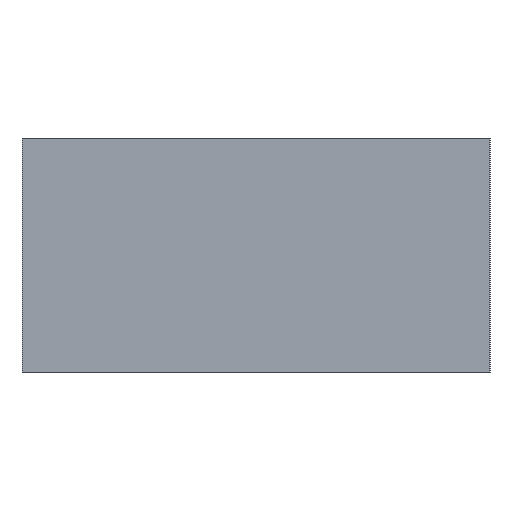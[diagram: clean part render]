
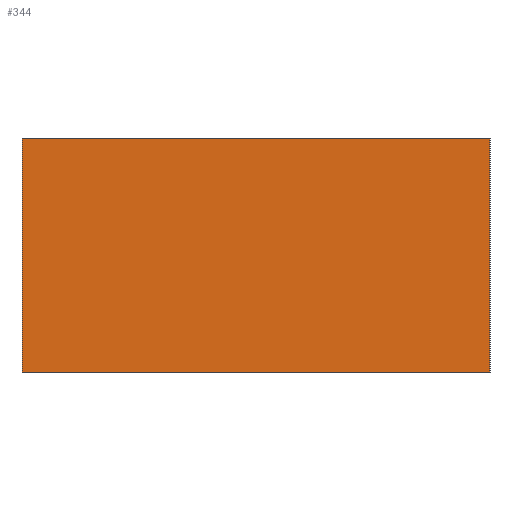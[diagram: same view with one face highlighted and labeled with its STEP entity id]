
A CAD part, left-side view. The second image highlights one B-rep face of the part: STEP entity #344.
In plain terms, the highlighted planar face has unit normal (-1, 0, 0).
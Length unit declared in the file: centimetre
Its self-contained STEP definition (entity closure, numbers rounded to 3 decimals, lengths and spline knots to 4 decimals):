
#28=PLANE('',#391);
#53=FACE_OUTER_BOUND('',#75,.T.);
#75=EDGE_LOOP('',(#316,#317,#318,#319));
#80=LINE('',#509,#112);
#103=LINE('',#577,#135);
#108=LINE('',#586,#140);
#109=LINE('',#588,#141);
#112=VECTOR('',#411,1.);
#135=VECTOR('',#478,1.);
#140=VECTOR('',#487,1.);
#141=VECTOR('',#490,1.);
#160=VERTEX_POINT('',#507);
#161=VERTEX_POINT('',#508);
#184=VERTEX_POINT('',#575);
#186=VERTEX_POINT('',#584);
#193=EDGE_CURVE('',#160,#161,#80,.T.);
#226=EDGE_CURVE('',#184,#160,#103,.T.);
#231=EDGE_CURVE('',#186,#161,#108,.T.);
#232=EDGE_CURVE('',#184,#186,#109,.T.);
#316=ORIENTED_EDGE('',*,*,#232,.T.);
#317=ORIENTED_EDGE('',*,*,#231,.T.);
#318=ORIENTED_EDGE('',*,*,#193,.F.);
#319=ORIENTED_EDGE('',*,*,#226,.F.);
#344=ADVANCED_FACE('',(#53),#28,.T.);
#391=AXIS2_PLACEMENT_3D('',#587,#488,#489);
#411=DIRECTION('',(0.,-1.,0.));
#478=DIRECTION('',(0.,0.,1.));
#487=DIRECTION('',(0.,0.,1.));
#488=DIRECTION('center_axis',(-1.,0.,0.));
#489=DIRECTION('ref_axis',(0.,-1.,0.));
#490=DIRECTION('',(0.,-1.,0.));
#507=CARTESIAN_POINT('',(0.,5.08,2.54));
#508=CARTESIAN_POINT('',(0.,0.,2.54));
#509=CARTESIAN_POINT('',(0.,5.08,2.54));
#575=CARTESIAN_POINT('',(0.,5.08,0.));
#577=CARTESIAN_POINT('',(0.,5.08,0.));
#584=CARTESIAN_POINT('',(0.,0.,0.));
#586=CARTESIAN_POINT('',(0.,0.,0.));
#587=CARTESIAN_POINT('Origin',(0.,5.08,0.));
#588=CARTESIAN_POINT('',(0.,5.08,0.));
